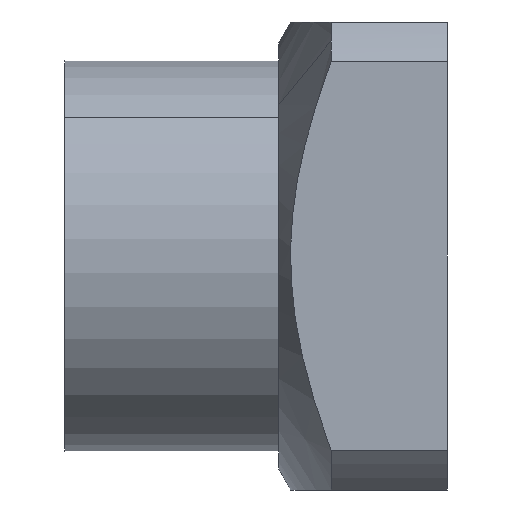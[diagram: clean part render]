
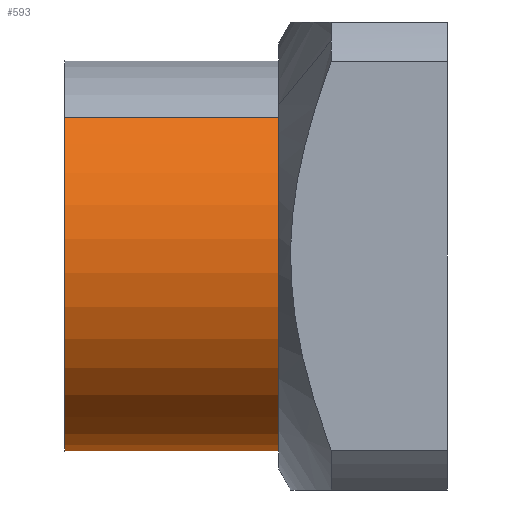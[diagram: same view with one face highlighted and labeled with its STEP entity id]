
A CAD part, front view. The second image highlights one B-rep face of the part: STEP entity #593.
In plain terms, the highlighted cylindrical face has radius 2.095 mm (diameter 4.19 mm), a partial arc.
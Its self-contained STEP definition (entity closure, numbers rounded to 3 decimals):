
#1=CARTESIAN_POINT('',(0.,0.,0.));
#2=DIRECTION('',(-1.,0.,0.));
#3=DIRECTION('',(0.,0.707,-0.707));
#4=AXIS2_PLACEMENT_3D('',#1,#2,#3);
#21=DIRECTION('',(1.,0.,0.));
#22=VECTOR('',#21,2.29);
#23=CARTESIAN_POINT('',(0.,1.481,-1.481));
#24=LINE('',#23,#22);
#25=DIRECTION('',(1.,0.,0.));
#26=VECTOR('',#25,2.29);
#27=CARTESIAN_POINT('',(0.,-1.481,1.481));
#28=LINE('',#27,#26);
#29=CARTESIAN_POINT('',(2.29,0.,0.));
#30=DIRECTION('',(-1.,0.,0.));
#31=DIRECTION('',(0.,0.707,-0.707));
#32=AXIS2_PLACEMENT_3D('',#29,#30,#31);
#459=CARTESIAN_POINT('',(0.,1.481,-1.481));
#460=CARTESIAN_POINT('',(0.,-1.481,1.481));
#461=VERTEX_POINT('',#459);
#462=VERTEX_POINT('',#460);
#463=CARTESIAN_POINT('',(2.29,1.481,-1.481));
#464=VERTEX_POINT('',#463);
#465=CARTESIAN_POINT('',(2.29,-1.481,1.481));
#466=VERTEX_POINT('',#465);
#579=CARTESIAN_POINT('',(3.163,0.,0.));
#580=DIRECTION('',(-1.,0.,0.));
#581=DIRECTION('',(0.,0.707,-0.707));
#582=AXIS2_PLACEMENT_3D('',#579,#580,#581);
#583=CYLINDRICAL_SURFACE('',#582,2.095);
#584=ORIENTED_EDGE('',*,*,#566,.T.);
#586=ORIENTED_EDGE('',*,*,#585,.T.);
#588=ORIENTED_EDGE('',*,*,#587,.F.);
#590=ORIENTED_EDGE('',*,*,#589,.F.);
#591=EDGE_LOOP('',(#584,#586,#588,#590));
#592=FACE_OUTER_BOUND('',#591,.F.);
#593=ADVANCED_FACE('',(#592),#583,.T.);
#5=CIRCLE('',#4,2.095);
#33=CIRCLE('',#32,2.095);
#566=EDGE_CURVE('',#461,#462,#5,.T.);
#585=EDGE_CURVE('',#462,#466,#28,.T.);
#587=EDGE_CURVE('',#464,#466,#33,.T.);
#589=EDGE_CURVE('',#461,#464,#24,.T.);
